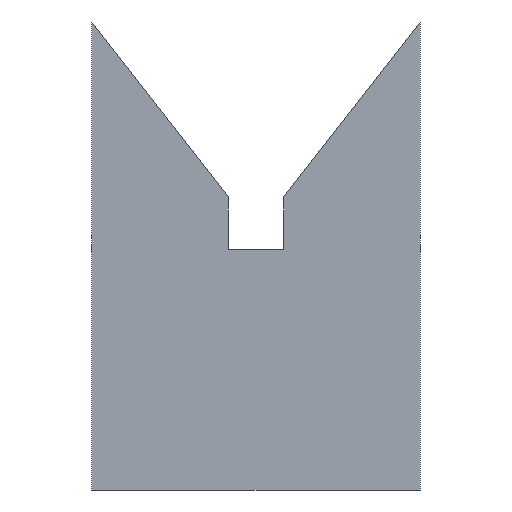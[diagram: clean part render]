
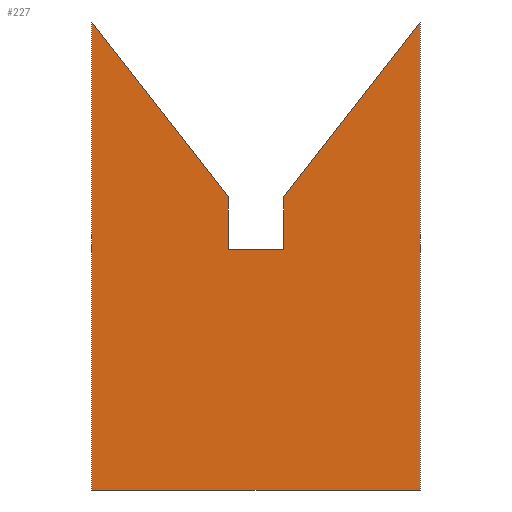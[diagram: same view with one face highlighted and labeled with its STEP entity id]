
A CAD part, front view. The second image highlights one B-rep face of the part: STEP entity #227.
In plain terms, the highlighted planar face has unit normal (0, -1, 0).
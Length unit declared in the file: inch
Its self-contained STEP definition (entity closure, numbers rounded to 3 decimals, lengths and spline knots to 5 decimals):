
#21=FACE_OUTER_BOUND('',#33,.T.);
#33=EDGE_LOOP('',(#179,#180,#181,#182,#183,#184,#185,#186));
#43=LINE('',#327,#73);
#56=LINE('',#353,#86);
#59=LINE('',#358,#89);
#60=LINE('',#361,#90);
#61=LINE('',#363,#91);
#62=LINE('',#365,#92);
#63=LINE('',#367,#93);
#64=LINE('',#368,#94);
#73=VECTOR('',#267,0.3937);
#86=VECTOR('',#288,0.3937);
#89=VECTOR('',#293,0.3937);
#90=VECTOR('',#296,0.3937);
#91=VECTOR('',#297,0.3937);
#92=VECTOR('',#298,0.3937);
#93=VECTOR('',#299,0.3937);
#94=VECTOR('',#300,0.3937);
#103=VERTEX_POINT('',#324);
#104=VERTEX_POINT('',#326);
#113=VERTEX_POINT('',#352);
#114=VERTEX_POINT('',#356);
#115=VERTEX_POINT('',#360);
#116=VERTEX_POINT('',#362);
#117=VERTEX_POINT('',#364);
#118=VERTEX_POINT('',#366);
#123=EDGE_CURVE('',#104,#103,#43,.T.);
#136=EDGE_CURVE('',#113,#104,#56,.T.);
#139=EDGE_CURVE('',#103,#114,#59,.T.);
#140=EDGE_CURVE('',#114,#115,#60,.T.);
#141=EDGE_CURVE('',#115,#116,#61,.T.);
#142=EDGE_CURVE('',#116,#117,#62,.T.);
#143=EDGE_CURVE('',#117,#118,#63,.T.);
#144=EDGE_CURVE('',#118,#113,#64,.T.);
#179=ORIENTED_EDGE('',*,*,#123,.T.);
#180=ORIENTED_EDGE('',*,*,#139,.T.);
#181=ORIENTED_EDGE('',*,*,#140,.T.);
#182=ORIENTED_EDGE('',*,*,#141,.T.);
#183=ORIENTED_EDGE('',*,*,#142,.T.);
#184=ORIENTED_EDGE('',*,*,#143,.T.);
#185=ORIENTED_EDGE('',*,*,#144,.T.);
#186=ORIENTED_EDGE('',*,*,#136,.T.);
#215=PLANE('',#253);
#227=ADVANCED_FACE('',(#21),#215,.F.);
#253=AXIS2_PLACEMENT_3D('',#359,#294,#295);
#267=DIRECTION('',(1.,0.,0.));
#288=DIRECTION('',(0.,0.,-1.));
#293=DIRECTION('',(0.,0.,1.));
#294=DIRECTION('center_axis',(0.,1.,0.));
#295=DIRECTION('ref_axis',(1.,0.,0.));
#296=DIRECTION('',(-0.615,0.,-0.789));
#297=DIRECTION('',(0.,0.,-1.));
#298=DIRECTION('',(-1.,0.,0.));
#299=DIRECTION('',(0.,0.,1.));
#300=DIRECTION('',(-0.615,0.,0.789));
#324=CARTESIAN_POINT('',(1122.81944,16.,308.57135));
#326=CARTESIAN_POINT('',(1088.81944,16.,308.57135));
#327=CARTESIAN_POINT('',(1097.31944,16.,308.57135));
#352=CARTESIAN_POINT('',(1088.81944,16.,357.07882));
#353=CARTESIAN_POINT('',(1088.81944,16.,357.38385));
#356=CARTESIAN_POINT('',(1122.81944,16.,357.07882));
#358=CARTESIAN_POINT('',(1122.81944,16.,211.38385));
#359=CARTESIAN_POINT('Origin',(1105.81944,16.,284.38385));
#360=CARTESIAN_POINT('',(1108.69444,16.,338.95382));
#361=CARTESIAN_POINT('',(1094.92218,16.,321.28144));
#362=CARTESIAN_POINT('',(1108.69444,16.,333.50885));
#363=CARTESIAN_POINT('',(1108.69444,16.,308.94635));
#364=CARTESIAN_POINT('',(1102.94444,16.,333.50885));
#365=CARTESIAN_POINT('',(1104.38194,16.,333.50885));
#366=CARTESIAN_POINT('',(1102.94444,16.,338.95382));
#367=CARTESIAN_POINT('',(1102.94444,16.,311.66883));
#368=CARTESIAN_POINT('',(1109.65421,16.,330.34394));
